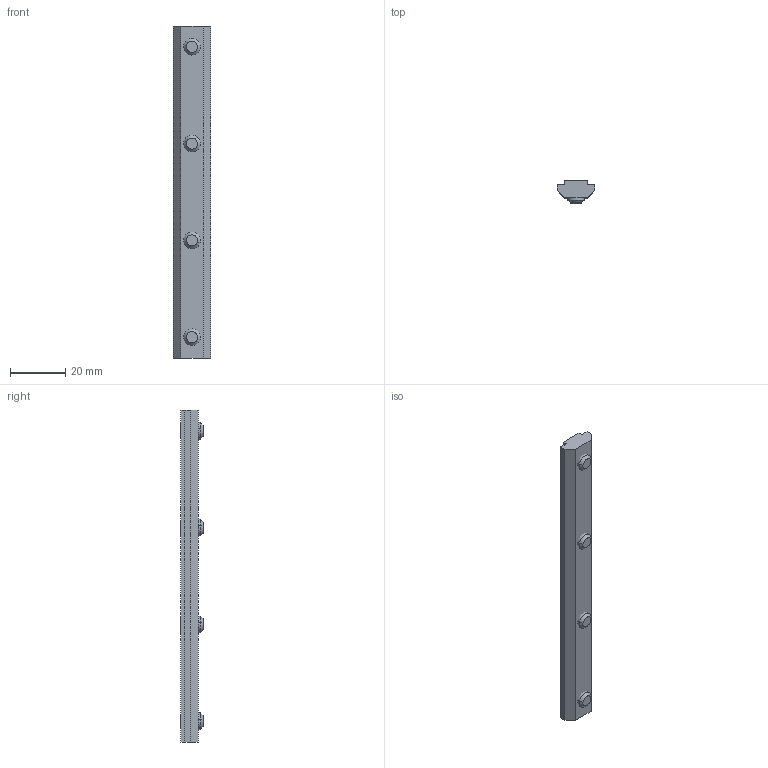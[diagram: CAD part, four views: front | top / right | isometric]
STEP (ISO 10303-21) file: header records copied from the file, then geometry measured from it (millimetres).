
FILE_DESCRIPTION (( 'STEP AP203' ), '1' );
FILE_NAME ('3.51.08.STEP', '2014-06-25T02:36:16', ( 'USER' ), ( 'Microsoft' ), 'SwSTEP 2.0', 'SolidWorks 2012', '' );
FILE_SCHEMA (( 'CONFIG_CONTROL_DESIGN' ));
Length unit declared in the file: millimetre
Products named in the file (1): 3.51.08
Bounding box: 13.4 x 8 x 120 mm (x, y, z)
Surface area: 5534.5 mm2 (no closed solid volume)
Topology: 0 solids, 5 shells, 100 faces, 254 edges, 152 vertices
Faces by surface type: plane 60, cone 24, cylinder 16
Entity records: 2991 total; most frequent: DIRECTION 528, CARTESIAN_POINT 499, ORIENTED_EDGE 464, EDGE_CURVE 246, AXIS2_PLACEMENT_3D 181, VECTOR 166, LINE 166, VERTEX_POINT 152
